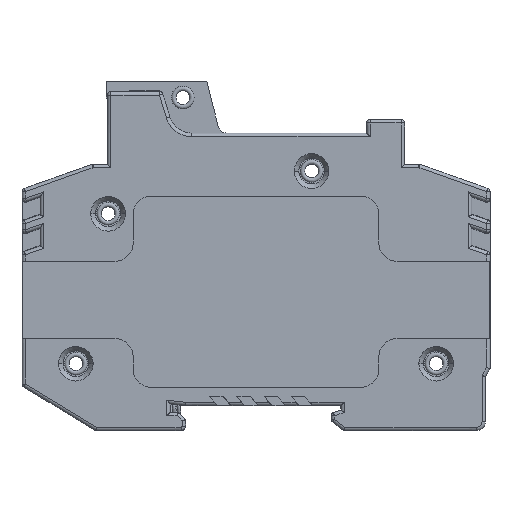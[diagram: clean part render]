
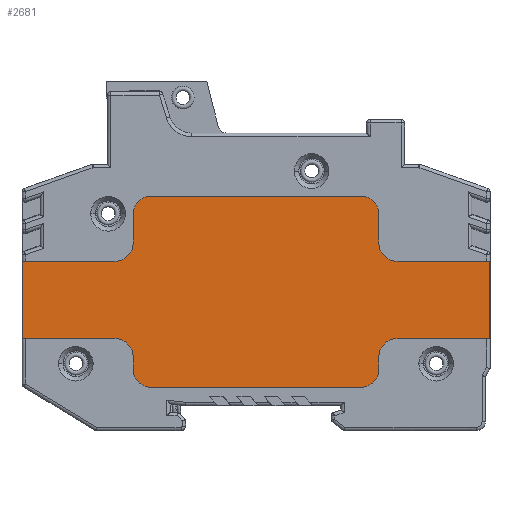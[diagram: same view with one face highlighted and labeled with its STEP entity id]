
A CAD part, front view. The second image highlights one B-rep face of the part: STEP entity #2681.
In plain terms, the highlighted face is planar.
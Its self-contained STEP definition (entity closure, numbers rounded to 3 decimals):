
#1497=PLANE('',#29934);
#2681=ADVANCED_FACE('',(#4639),#1497,.T.);
#4639=FACE_OUTER_BOUND('',#6193,.T.);
#6193=EDGE_LOOP('',(#10887,#10888,#10889,#10890,#10891,#10892,#10893,#10894,
#10895,#10896,#10897,#10898,#10899,#10900,#10901,#10902,#10903,#10904,#10905,
#10906));
#7653=CIRCLE('',#29926,4.);
#7654=CIRCLE('',#29927,4.);
#7655=CIRCLE('',#29928,4.);
#7656=CIRCLE('',#29929,4.);
#7657=CIRCLE('',#29930,4.);
#7658=CIRCLE('',#29931,4.);
#7659=CIRCLE('',#29932,4.);
#7660=CIRCLE('',#29933,4.);
#10887=ORIENTED_EDGE('',*,*,#20492,.T.);
#10888=ORIENTED_EDGE('',*,*,#20493,.T.);
#10889=ORIENTED_EDGE('',*,*,#20494,.T.);
#10890=ORIENTED_EDGE('',*,*,#20495,.T.);
#10891=ORIENTED_EDGE('',*,*,#20496,.T.);
#10892=ORIENTED_EDGE('',*,*,#20497,.T.);
#10893=ORIENTED_EDGE('',*,*,#19766,.T.);
#10894=ORIENTED_EDGE('',*,*,#19770,.F.);
#10895=ORIENTED_EDGE('',*,*,#20498,.T.);
#10896=ORIENTED_EDGE('',*,*,#20499,.T.);
#10897=ORIENTED_EDGE('',*,*,#20500,.T.);
#10898=ORIENTED_EDGE('',*,*,#20501,.T.);
#10899=ORIENTED_EDGE('',*,*,#20502,.T.);
#10900=ORIENTED_EDGE('',*,*,#20503,.T.);
#10901=ORIENTED_EDGE('',*,*,#20504,.T.);
#10902=ORIENTED_EDGE('',*,*,#20505,.T.);
#10903=ORIENTED_EDGE('',*,*,#20506,.T.);
#10904=ORIENTED_EDGE('',*,*,#19758,.F.);
#10905=ORIENTED_EDGE('',*,*,#19765,.T.);
#10906=ORIENTED_EDGE('',*,*,#20507,.T.);
#17004=VERTEX_POINT('',#41227);
#17005=VERTEX_POINT('',#41228);
#17008=VERTEX_POINT('',#41238);
#17009=VERTEX_POINT('',#41242);
#17010=VERTEX_POINT('',#41243);
#17011=VERTEX_POINT('',#41248);
#17417=VERTEX_POINT('',#42842);
#17418=VERTEX_POINT('',#42843);
#17419=VERTEX_POINT('',#42845);
#17420=VERTEX_POINT('',#42847);
#17421=VERTEX_POINT('',#42849);
#17422=VERTEX_POINT('',#42851);
#17423=VERTEX_POINT('',#42854);
#17424=VERTEX_POINT('',#42856);
#17425=VERTEX_POINT('',#42858);
#17426=VERTEX_POINT('',#42860);
#17427=VERTEX_POINT('',#42862);
#17428=VERTEX_POINT('',#42864);
#17429=VERTEX_POINT('',#42866);
#17430=VERTEX_POINT('',#42868);
#19758=EDGE_CURVE('',#17004,#17005,#23703,.T.);
#19765=EDGE_CURVE('',#17004,#17008,#23706,.T.);
#19766=EDGE_CURVE('',#17009,#17010,#23707,.T.);
#19770=EDGE_CURVE('',#17011,#17010,#23709,.T.);
#20492=EDGE_CURVE('',#17417,#17418,#24227,.T.);
#20493=EDGE_CURVE('',#17418,#17419,#7653,.T.);
#20494=EDGE_CURVE('',#17419,#17420,#24228,.T.);
#20495=EDGE_CURVE('',#17420,#17421,#7654,.T.);
#20496=EDGE_CURVE('',#17421,#17422,#24229,.T.);
#20497=EDGE_CURVE('',#17422,#17009,#7655,.T.);
#20498=EDGE_CURVE('',#17011,#17423,#24230,.T.);
#20499=EDGE_CURVE('',#17423,#17424,#7656,.T.);
#20500=EDGE_CURVE('',#17424,#17425,#24231,.T.);
#20501=EDGE_CURVE('',#17425,#17426,#7657,.T.);
#20502=EDGE_CURVE('',#17426,#17427,#24232,.T.);
#20503=EDGE_CURVE('',#17427,#17428,#7658,.T.);
#20504=EDGE_CURVE('',#17428,#17429,#24233,.T.);
#20505=EDGE_CURVE('',#17429,#17430,#7659,.T.);
#20506=EDGE_CURVE('',#17430,#17005,#24234,.T.);
#20507=EDGE_CURVE('',#17008,#17417,#7660,.T.);
#23703=LINE('',#41226,#26688);
#23706=LINE('',#41239,#26691);
#23707=LINE('',#41241,#26692);
#23709=LINE('',#41249,#26694);
#24227=LINE('',#42841,#27212);
#24228=LINE('',#42846,#27213);
#24229=LINE('',#42850,#27214);
#24230=LINE('',#42853,#27215);
#24231=LINE('',#42857,#27216);
#24232=LINE('',#42861,#27217);
#24233=LINE('',#42865,#27218);
#24234=LINE('',#42869,#27219);
#26688=VECTOR('',#32822,1.);
#26691=VECTOR('',#32835,1.);
#26692=VECTOR('',#32838,1.);
#26694=VECTOR('',#32846,1.);
#27212=VECTOR('',#34342,1.);
#27213=VECTOR('',#34345,1.);
#27214=VECTOR('',#34348,1.);
#27215=VECTOR('',#34351,1.);
#27216=VECTOR('',#34354,1.);
#27217=VECTOR('',#34357,1.);
#27218=VECTOR('',#34360,1.);
#27219=VECTOR('',#34363,1.);
#29926=AXIS2_PLACEMENT_3D('',#42844,#34343,#34344);
#29927=AXIS2_PLACEMENT_3D('',#42848,#34346,#34347);
#29928=AXIS2_PLACEMENT_3D('',#42852,#34349,#34350);
#29929=AXIS2_PLACEMENT_3D('',#42855,#34352,#34353);
#29930=AXIS2_PLACEMENT_3D('',#42859,#34355,#34356);
#29931=AXIS2_PLACEMENT_3D('',#42863,#34358,#34359);
#29932=AXIS2_PLACEMENT_3D('',#42867,#34361,#34362);
#29933=AXIS2_PLACEMENT_3D('',#42870,#34364,#34365);
#29934=AXIS2_PLACEMENT_3D('',#42871,#34366,#34367);
#32822=DIRECTION('',(0.,-1.,0.));
#32835=DIRECTION('',(-1.,0.,0.));
#32838=DIRECTION('',(-1.,0.,0.));
#32846=DIRECTION('',(0.,1.,0.));
#34342=DIRECTION('',(0.,1.,0.));
#34343=DIRECTION('',(0.,0.,1.));
#34344=DIRECTION('',(1.,0.,0.));
#34345=DIRECTION('',(-1.,0.,0.));
#34346=DIRECTION('',(0.,0.,1.));
#34347=DIRECTION('',(1.,0.,0.));
#34348=DIRECTION('',(0.,-1.,0.));
#34349=DIRECTION('',(0.,0.,-1.));
#34350=DIRECTION('',(1.,0.,0.));
#34351=DIRECTION('',(1.,0.,0.));
#34352=DIRECTION('',(0.,0.,-1.));
#34353=DIRECTION('',(1.,0.,0.));
#34354=DIRECTION('',(0.,-1.,0.));
#34355=DIRECTION('',(0.,0.,1.));
#34356=DIRECTION('',(1.,0.,0.));
#34357=DIRECTION('',(1.,0.,0.));
#34358=DIRECTION('',(0.,0.,1.));
#34359=DIRECTION('',(1.,0.,0.));
#34360=DIRECTION('',(0.,1.,0.));
#34361=DIRECTION('',(0.,0.,-1.));
#34362=DIRECTION('',(1.,0.,0.));
#34363=DIRECTION('',(1.,0.,0.));
#34364=DIRECTION('',(0.,0.,-1.));
#34365=DIRECTION('',(1.,0.,0.));
#34366=DIRECTION('',(0.,0.,1.));
#34367=DIRECTION('',(1.,0.,0.));
#41226=CARTESIAN_POINT('',(389.618,45.051,22.87));
#41227=CARTESIAN_POINT('',(389.618,45.051,22.87));
#41228=CARTESIAN_POINT('',(389.618,28.016,22.87));
#41238=CARTESIAN_POINT('',(369.254,45.051,22.87));
#41239=CARTESIAN_POINT('',(389.618,45.051,22.87));
#41241=CARTESIAN_POINT('',(313.448,45.051,22.87));
#41242=CARTESIAN_POINT('',(307.176,45.051,22.87));
#41243=CARTESIAN_POINT('',(286.813,45.051,22.87));
#41248=CARTESIAN_POINT('',(286.813,28.016,22.87));
#41249=CARTESIAN_POINT('',(286.813,32.051,22.87));
#42841=CARTESIAN_POINT('',(365.254,46.901,22.87));
#42842=CARTESIAN_POINT('',(365.254,49.051,22.87));
#42843=CARTESIAN_POINT('',(365.254,55.386,22.87));
#42844=CARTESIAN_POINT('',(361.254,55.386,22.87));
#42845=CARTESIAN_POINT('',(361.254,59.386,22.87));
#42846=CARTESIAN_POINT('',(363.254,59.386,22.87));
#42847=CARTESIAN_POINT('',(315.176,59.386,22.87));
#42848=CARTESIAN_POINT('',(315.176,55.386,22.87));
#42849=CARTESIAN_POINT('',(311.176,55.386,22.87));
#42850=CARTESIAN_POINT('',(311.176,57.386,22.87));
#42851=CARTESIAN_POINT('',(311.176,49.051,22.87));
#42852=CARTESIAN_POINT('',(307.176,49.051,22.87));
#42853=CARTESIAN_POINT('',(280.448,28.016,22.87));
#42854=CARTESIAN_POINT('',(307.176,28.016,22.87));
#42855=CARTESIAN_POINT('',(307.176,24.016,22.87));
#42856=CARTESIAN_POINT('',(311.176,24.016,22.87));
#42857=CARTESIAN_POINT('',(311.176,26.016,22.87));
#42858=CARTESIAN_POINT('',(311.176,21.301,22.87));
#42859=CARTESIAN_POINT('',(315.176,21.301,22.87));
#42860=CARTESIAN_POINT('',(315.176,17.301,22.87));
#42861=CARTESIAN_POINT('',(311.176,17.301,22.87));
#42862=CARTESIAN_POINT('',(361.254,17.301,22.87));
#42863=CARTESIAN_POINT('',(361.254,21.301,22.87));
#42864=CARTESIAN_POINT('',(365.254,21.301,22.87));
#42865=CARTESIAN_POINT('',(365.254,22.001,22.87));
#42866=CARTESIAN_POINT('',(365.254,24.016,22.87));
#42867=CARTESIAN_POINT('',(369.254,24.016,22.87));
#42868=CARTESIAN_POINT('',(369.254,28.016,22.87));
#42869=CARTESIAN_POINT('',(367.254,28.016,22.87));
#42870=CARTESIAN_POINT('',(369.254,49.051,22.87));
#42871=CARTESIAN_POINT('',(338.215,45.826,22.87));
